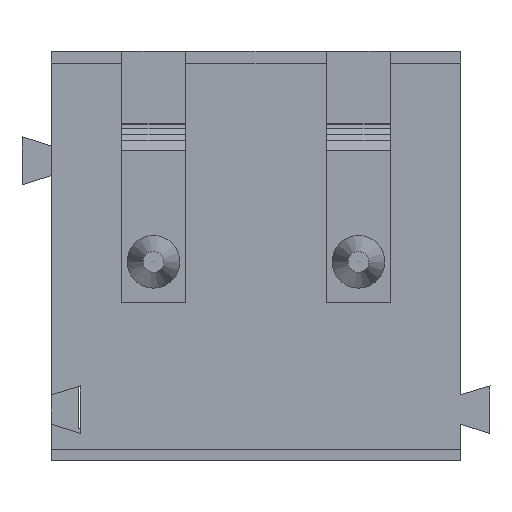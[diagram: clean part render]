
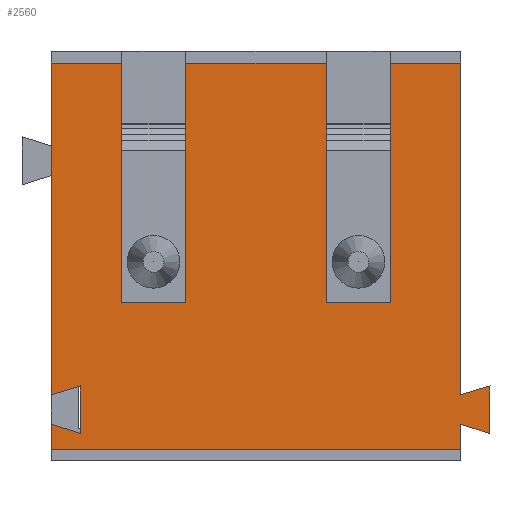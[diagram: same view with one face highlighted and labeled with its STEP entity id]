
A CAD part, front view. The second image highlights one B-rep face of the part: STEP entity #2560.
In plain terms, the highlighted planar face has unit normal (0, -1, 0).
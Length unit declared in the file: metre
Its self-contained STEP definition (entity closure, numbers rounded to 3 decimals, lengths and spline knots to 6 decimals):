
#160=ORIENTED_EDGE('',*,*,#813,.T.);
#161=ORIENTED_EDGE('',*,*,#809,.F.);
#162=ORIENTED_EDGE('',*,*,#814,.T.);
#163=ORIENTED_EDGE('',*,*,#815,.T.);
#164=ORIENTED_EDGE('',*,*,#816,.T.);
#165=ORIENTED_EDGE('',*,*,#812,.F.);
#166=ORIENTED_EDGE('',*,*,#754,.T.);
#167=ORIENTED_EDGE('',*,*,#817,.T.);
#168=ORIENTED_EDGE('',*,*,#775,.T.);
#169=ORIENTED_EDGE('',*,*,#779,.T.);
#170=ORIENTED_EDGE('',*,*,#750,.T.);
#171=ORIENTED_EDGE('',*,*,#739,.T.);
#172=ORIENTED_EDGE('',*,*,#796,.T.);
#173=ORIENTED_EDGE('',*,*,#766,.F.);
#174=ORIENTED_EDGE('',*,*,#763,.T.);
#175=ORIENTED_EDGE('',*,*,#770,.T.);
#176=ORIENTED_EDGE('',*,*,#795,.T.);
#177=ORIENTED_EDGE('',*,*,#818,.F.);
#178=ORIENTED_EDGE('',*,*,#819,.T.);
#179=ORIENTED_EDGE('',*,*,#820,.T.);
#739=EDGE_CURVE('',#1085,#1084,#1322,.T.);
#750=EDGE_CURVE('',#1093,#1085,#1333,.T.);
#754=EDGE_CURVE('',#1097,#1096,#1337,.T.);
#763=EDGE_CURVE('',#1105,#1104,#1346,.T.);
#766=EDGE_CURVE('',#1105,#1107,#1349,.T.);
#770=EDGE_CURVE('',#1104,#1109,#1353,.T.);
#775=EDGE_CURVE('',#1114,#1113,#1358,.T.);
#779=EDGE_CURVE('',#1113,#1093,#1362,.T.);
#795=EDGE_CURVE('',#1109,#1126,#1378,.T.);
#796=EDGE_CURVE('',#1084,#1107,#1379,.T.);
#809=EDGE_CURVE('',#1134,#1131,#1392,.T.);
#812=EDGE_CURVE('',#1097,#1135,#1395,.T.);
#813=EDGE_CURVE('',#1137,#1131,#1396,.T.);
#814=EDGE_CURVE('',#1134,#1138,#1397,.T.);
#815=EDGE_CURVE('',#1138,#1139,#1398,.T.);
#816=EDGE_CURVE('',#1139,#1135,#1399,.T.);
#817=EDGE_CURVE('',#1096,#1114,#1400,.T.);
#818=EDGE_CURVE('',#1140,#1126,#1401,.T.);
#819=EDGE_CURVE('',#1140,#1141,#1402,.T.);
#820=EDGE_CURVE('',#1141,#1137,#1403,.T.);
#1084=VERTEX_POINT('',#4247);
#1085=VERTEX_POINT('',#4249);
#1093=VERTEX_POINT('',#4271);
#1096=VERTEX_POINT('',#4277);
#1097=VERTEX_POINT('',#4279);
#1104=VERTEX_POINT('',#4295);
#1105=VERTEX_POINT('',#4297);
#1107=VERTEX_POINT('',#4303);
#1109=VERTEX_POINT('',#4309);
#1113=VERTEX_POINT('',#4320);
#1114=VERTEX_POINT('',#4322);
#1126=VERTEX_POINT('',#4359);
#1131=VERTEX_POINT('',#4381);
#1134=VERTEX_POINT('',#4386);
#1135=VERTEX_POINT('',#4390);
#1137=VERTEX_POINT('',#4396);
#1138=VERTEX_POINT('',#4398);
#1139=VERTEX_POINT('',#4400);
#1140=VERTEX_POINT('',#4404);
#1141=VERTEX_POINT('',#4406);
#1322=LINE('',#4248,#1649);
#1333=LINE('',#4270,#1660);
#1337=LINE('',#4278,#1664);
#1346=LINE('',#4296,#1673);
#1349=LINE('',#4302,#1676);
#1353=LINE('',#4310,#1680);
#1358=LINE('',#4321,#1685);
#1362=LINE('',#4328,#1689);
#1378=LINE('',#4360,#1705);
#1379=LINE('',#4361,#1706);
#1392=LINE('',#4387,#1719);
#1395=LINE('',#4393,#1722);
#1396=LINE('',#4395,#1723);
#1397=LINE('',#4397,#1724);
#1398=LINE('',#4399,#1725);
#1399=LINE('',#4401,#1726);
#1400=LINE('',#4402,#1727);
#1401=LINE('',#4403,#1728);
#1402=LINE('',#4405,#1729);
#1403=LINE('',#4407,#1730);
#1649=VECTOR('',#3614,1.);
#1660=VECTOR('',#3631,1.);
#1664=VECTOR('',#3635,1.);
#1673=VECTOR('',#3646,1.);
#1676=VECTOR('',#3651,1.);
#1680=VECTOR('',#3657,1.);
#1685=VECTOR('',#3666,1.);
#1689=VECTOR('',#3672,1.);
#1705=VECTOR('',#3698,1.);
#1706=VECTOR('',#3699,1.);
#1719=VECTOR('',#3722,1.);
#1722=VECTOR('',#3727,1.);
#1723=VECTOR('',#3730,1.);
#1724=VECTOR('',#3731,1.);
#1725=VECTOR('',#3732,1.);
#1726=VECTOR('',#3733,1.);
#1727=VECTOR('',#3734,1.);
#1728=VECTOR('',#3735,1.);
#1729=VECTOR('',#3736,1.);
#1730=VECTOR('',#3737,1.);
#1993=EDGE_LOOP('',(#160,#161,#162,#163,#164,#165,#166,#167,#168,#169,#170,
#171,#172,#173,#174,#175,#176,#177,#178,#179));
#2150=FACE_BOUND('',#1993,.T.);
#2309=PLANE('',#3474);
#2560=ADVANCED_FACE('',(#2150),#2309,.T.);
#3474=AXIS2_PLACEMENT_3D('',#4394,#3728,#3729);
#3614=DIRECTION('',(1.,0.,0.));
#3631=DIRECTION('',(0.,0.,-1.));
#3635=DIRECTION('',(0.,0.,-1.));
#3646=DIRECTION('',(0.,0.,1.));
#3651=DIRECTION('',(-0.954,0.,0.301));
#3657=DIRECTION('',(-0.957,0.,-0.289));
#3666=DIRECTION('',(0.,0.,-1.));
#3672=DIRECTION('',(-0.954,0.,0.301));
#3698=DIRECTION('',(0.,0.,1.));
#3699=DIRECTION('',(0.,0.,1.));
#3722=DIRECTION('',(1.,0.,0.));
#3727=DIRECTION('',(1.,0.,0.));
#3728=DIRECTION('',(0.,-1.,0.));
#3729=DIRECTION('',(0.,0.,-1.));
#3730=DIRECTION('',(0.,0.,1.));
#3731=DIRECTION('',(0.,0.,-1.));
#3732=DIRECTION('',(-1.,0.,0.));
#3733=DIRECTION('',(0.,0.,1.));
#3734=DIRECTION('',(0.957,0.,0.289));
#3735=DIRECTION('',(1.,0.,0.));
#3736=DIRECTION('',(0.,0.,-1.));
#3737=DIRECTION('',(-1.,0.,0.));
#4247=CARTESIAN_POINT('',(0.0035,0.,0.000197));
#4248=CARTESIAN_POINT('',(-0.0035,0.,0.000197));
#4249=CARTESIAN_POINT('',(-0.0035,0.,0.000197));
#4270=CARTESIAN_POINT('',(-0.0035,0.,0.006796));
#4271=CARTESIAN_POINT('',(-0.0035,0.,0.000626));
#4277=CARTESIAN_POINT('',(-0.0035,0.,0.00113));
#4278=CARTESIAN_POINT('',(-0.0035,0.,0.006796));
#4279=CARTESIAN_POINT('',(-0.0035,0.,0.006796));
#4295=CARTESIAN_POINT('',(0.003997,0.,0.00128));
#4296=CARTESIAN_POINT('',(0.003997,0.,0.003497));
#4297=CARTESIAN_POINT('',(0.003997,0.,0.00047));
#4302=CARTESIAN_POINT('',(0.003997,0.,0.00047));
#4303=CARTESIAN_POINT('',(0.0035,0.,0.000626));
#4309=CARTESIAN_POINT('',(0.0035,0.,0.00113));
#4310=CARTESIAN_POINT('',(0.003997,0.,0.00128));
#4320=CARTESIAN_POINT('',(-0.003003,0.,0.00047));
#4321=CARTESIAN_POINT('',(-0.003003,0.,0.003497));
#4322=CARTESIAN_POINT('',(-0.003003,0.,0.00128));
#4328=CARTESIAN_POINT('',(-0.003787,0.,0.000717));
#4359=CARTESIAN_POINT('',(0.0035,0.,0.006796));
#4360=CARTESIAN_POINT('',(0.0035,0.,0.006796));
#4361=CARTESIAN_POINT('',(0.0035,0.,0.006796));
#4381=CARTESIAN_POINT('',(0.0012,0.,0.006796));
#4386=CARTESIAN_POINT('',(-0.0012,0.,0.006796));
#4387=CARTESIAN_POINT('',(-0.0035,0.,0.006796));
#4390=CARTESIAN_POINT('',(-0.0023,0.,0.006796));
#4393=CARTESIAN_POINT('',(-0.0035,0.,0.006796));
#4394=CARTESIAN_POINT('',(-0.0035,0.,0.003497));
#4395=CARTESIAN_POINT('',(0.0012,0.,0.005598));
#4396=CARTESIAN_POINT('',(0.0012,0.,0.0027));
#4397=CARTESIAN_POINT('',(-0.0012,0.,0.005598));
#4398=CARTESIAN_POINT('',(-0.0012,0.,0.0027));
#4399=CARTESIAN_POINT('',(-0.002625,0.,0.0027));
#4400=CARTESIAN_POINT('',(-0.0023,0.,0.0027));
#4401=CARTESIAN_POINT('',(-0.0023,0.,0.005598));
#4402=CARTESIAN_POINT('',(-0.003049,0.,0.001266));
#4403=CARTESIAN_POINT('',(-0.0035,0.,0.006796));
#4404=CARTESIAN_POINT('',(0.0023,0.,0.006796));
#4405=CARTESIAN_POINT('',(0.0023,0.,0.005598));
#4406=CARTESIAN_POINT('',(0.0023,0.,0.0027));
#4407=CARTESIAN_POINT('',(-0.0035,0.,0.0027));
